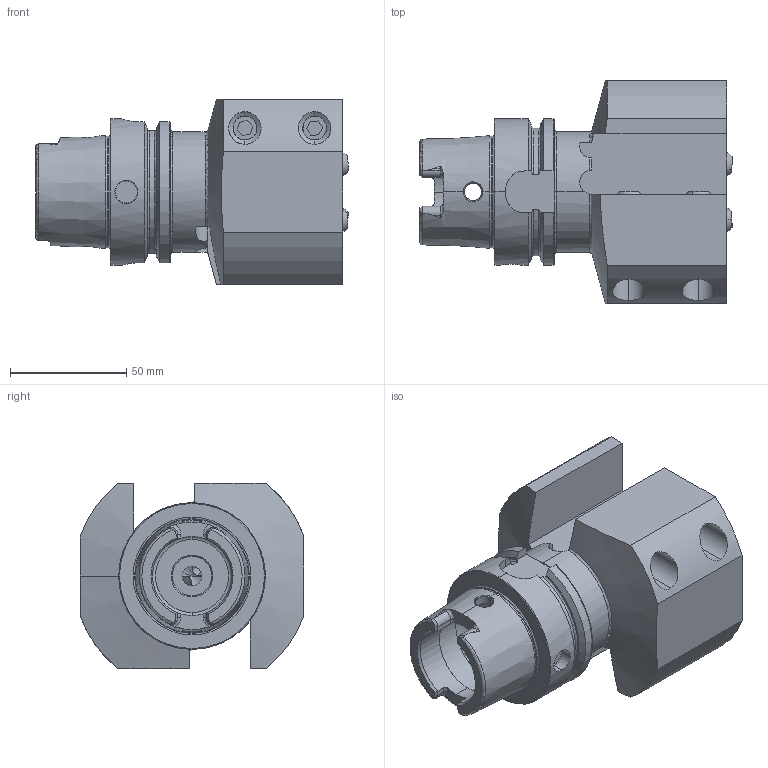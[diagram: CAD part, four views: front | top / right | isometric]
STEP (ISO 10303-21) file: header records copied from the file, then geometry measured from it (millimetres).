
FILE_DESCRIPTION (( 'STEP AP214' ), '1' );
FILE_NAME ('HA6.V25.R21.100.STEP', '2011-10-06T12:40:11', ( 'SwiAdmin' ), ( '' ), 'SwSTEP 2.0', 'SolidWorks 2011', '' );
FILE_SCHEMA (( 'AUTOMOTIVE_DESIGN' ));
Length unit declared in the file: millimetre
Products named in the file (6): ISO 4026 - M12 x 25_Default; KU1-U14.001.012; KU1-U14.001.012_2; KU1-U14.001.012_1; HA6-V25.R21.100_B; HA6.V25.R21.100
Assembly tree (9 placements, depth 3):
  HA6.V25.R21.100
    ISO 4026 - M12 x 25_Default  x4
    HA6-V25.R21.100_B
    KU1-U14.001.012  x2
      KU1-U14.001.012_2
      KU1-U14.001.012_1
Bounding box: 134.27 x 96 x 80 mm (x, y, z)
Volume: 422764.6 mm3; surface area: 70702.5 mm2
Topology: 9 solids, 9 shells, 323 faces, 828 edges, 515 vertices
Faces by surface type: cylinder 101, plane 101, cone 73, torus 34, sphere 8, bspline 6
Entity records: 11056 total; most frequent: CARTESIAN_POINT 3389, ORIENTED_EDGE 1340, DIRECTION 1299, EDGE_CURVE 670, AXIS2_PLACEMENT_3D 524, VERTEX_POINT 419, EDGE_LOOP 283, ADVANCED_FACE 261
